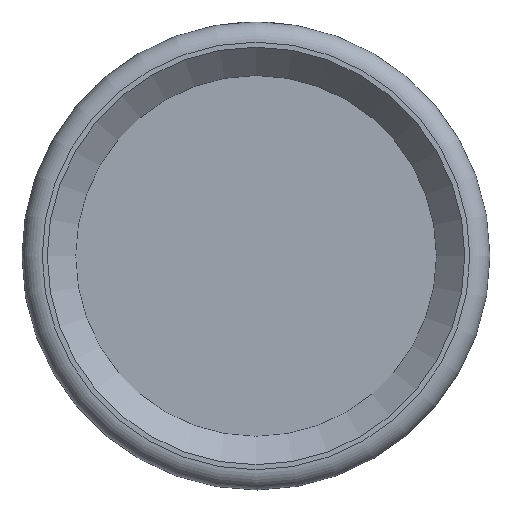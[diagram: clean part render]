
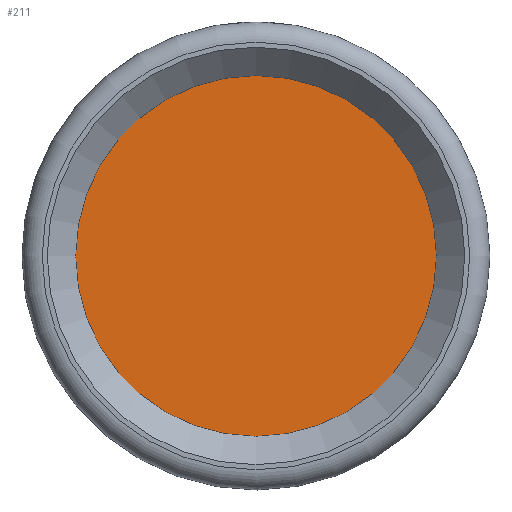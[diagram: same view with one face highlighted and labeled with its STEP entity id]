
A CAD part, top view. The second image highlights one B-rep face of the part: STEP entity #211.
In plain terms, the highlighted planar face has unit normal (0, 0, 1).
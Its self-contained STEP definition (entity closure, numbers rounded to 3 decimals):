
#31=CIRCLE('',#247,26.8);
#44=FACE_OUTER_BOUND('',#59,.T.);
#59=EDGE_LOOP('',(#176));
#108=VERTEX_POINT('',#369);
#132=EDGE_CURVE('',#108,#108,#31,.T.);
#176=ORIENTED_EDGE('',*,*,#132,.F.);
#199=PLANE('',#248);
#211=ADVANCED_FACE('',(#44),#199,.T.);
#247=AXIS2_PLACEMENT_3D('',#370,#303,#304);
#248=AXIS2_PLACEMENT_3D('',#372,#306,#307);
#303=DIRECTION('center_axis',(0.,0.,
-1.));
#304=DIRECTION('ref_axis',(-1.,0.,0.));
#306=DIRECTION('center_axis',(0.,0.,
1.));
#307=DIRECTION('ref_axis',(-1.,0.,0.));
#369=CARTESIAN_POINT('',(66.8,40.,29.6));
#370=CARTESIAN_POINT('Origin',(40.,40.,29.6));
#372=CARTESIAN_POINT('Origin',(40.,40.,29.6));
